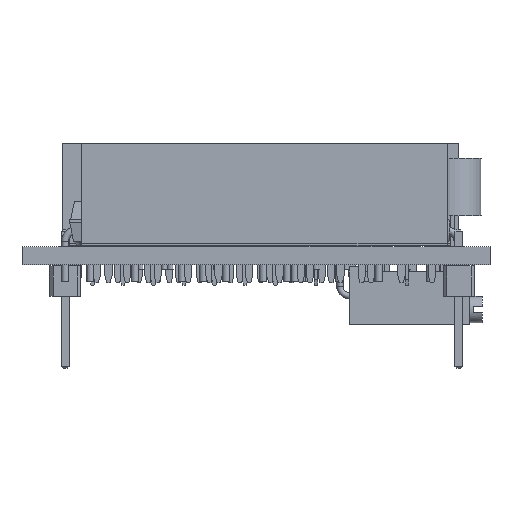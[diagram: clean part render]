
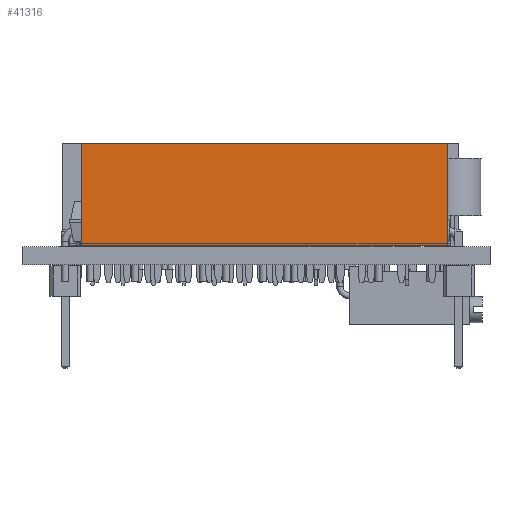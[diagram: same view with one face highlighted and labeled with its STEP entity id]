
A CAD part, front view. The second image highlights one B-rep face of the part: STEP entity #41316.
In plain terms, the highlighted face is planar.
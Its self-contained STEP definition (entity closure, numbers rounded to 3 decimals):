
#41316 = ADVANCED_FACE('',(#41317),#41351,.F.);
#41317 = FACE_BOUND('',#41318,.F.);
#41318 = EDGE_LOOP('',(#41319,#41329,#41337,#41345));
#41319 = ORIENTED_EDGE('',*,*,#41320,.T.);
#41320 = EDGE_CURVE('',#41321,#41323,#41325,.T.);
#41321 = VERTEX_POINT('',#41322);
#41322 = CARTESIAN_POINT('',(1.27,-29.21,0.));
#41323 = VERTEX_POINT('',#41324);
#41324 = CARTESIAN_POINT('',(1.27,-29.21,8.5));
#41325 = LINE('',#41326,#41327);
#41326 = CARTESIAN_POINT('',(1.27,-29.21,0.));
#41327 = VECTOR('',#41328,1.);
#41328 = DIRECTION('',(0.,0.,1.));
#41329 = ORIENTED_EDGE('',*,*,#41330,.T.);
#41330 = EDGE_CURVE('',#41323,#41331,#41333,.T.);
#41331 = VERTEX_POINT('',#41332);
#41332 = CARTESIAN_POINT('',(1.27,1.27,8.5));
#41333 = LINE('',#41334,#41335);
#41334 = CARTESIAN_POINT('',(1.27,-29.21,8.5));
#41335 = VECTOR('',#41336,1.);
#41336 = DIRECTION('',(0.,1.,0.));
#41337 = ORIENTED_EDGE('',*,*,#41338,.F.);
#41338 = EDGE_CURVE('',#41339,#41331,#41341,.T.);
#41339 = VERTEX_POINT('',#41340);
#41340 = CARTESIAN_POINT('',(1.27,1.27,0.));
#41341 = LINE('',#41342,#41343);
#41342 = CARTESIAN_POINT('',(1.27,1.27,0.));
#41343 = VECTOR('',#41344,1.);
#41344 = DIRECTION('',(0.,0.,1.));
#41345 = ORIENTED_EDGE('',*,*,#41346,.F.);
#41346 = EDGE_CURVE('',#41321,#41339,#41347,.T.);
#41347 = LINE('',#41348,#41349);
#41348 = CARTESIAN_POINT('',(1.27,-29.21,0.));
#41349 = VECTOR('',#41350,1.);
#41350 = DIRECTION('',(0.,1.,0.));
#41351 = PLANE('',#41352);
#41352 = AXIS2_PLACEMENT_3D('',#41353,#41354,#41355);
#41353 = CARTESIAN_POINT('',(1.27,-29.21,0.));
#41354 = DIRECTION('',(-1.,0.,0.));
#41355 = DIRECTION('',(0.,1.,0.));
